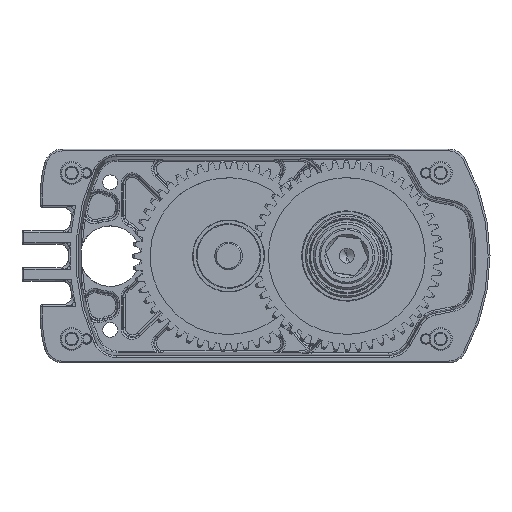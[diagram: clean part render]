
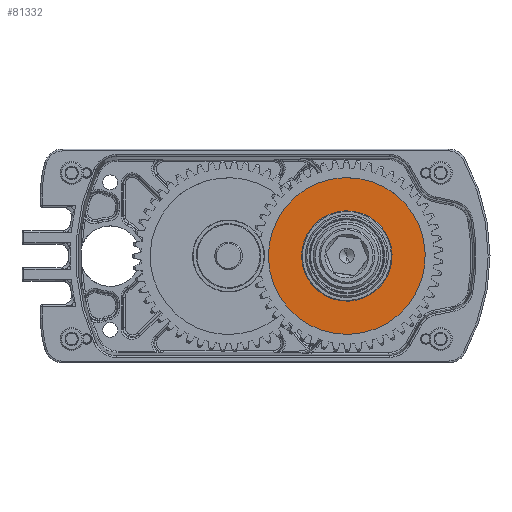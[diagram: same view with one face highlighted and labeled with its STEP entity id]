
A CAD part, top view. The second image highlights one B-rep face of the part: STEP entity #81332.
In plain terms, the highlighted face is planar.
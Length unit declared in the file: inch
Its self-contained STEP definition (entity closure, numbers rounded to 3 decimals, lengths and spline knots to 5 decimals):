
#2124 = EDGE_CURVE ( 'NONE', #34390, #79380, #6304, .T. ) ;
#3595 = CARTESIAN_POINT ( 'NONE',  ( 0.1375, 0., 0. ) ) ;
#3997 = EDGE_CURVE ( 'NONE', #18313, #77664, #79229, .T. ) ;
#5245 = CARTESIAN_POINT ( 'NONE',  ( 0.1375, 0., -1.0625 ) ) ;
#5507 = DIRECTION ( 'NONE',  ( 0., 0., -1. ) ) ;
#5987 = AXIS2_PLACEMENT_3D ( 'NONE', #32898, #33848, #72040 ) ;
#6304 = CIRCLE ( 'NONE', #79220, 0.375 ) ;
#10122 = DIRECTION ( 'NONE',  ( 0., 0., -1. ) ) ;
#11515 = DIRECTION ( 'NONE',  ( 1., 0., 0. ) ) ;
#14761 = EDGE_LOOP ( 'NONE', ( #60564, #40631 ) ) ;
#17342 = ORIENTED_EDGE ( 'NONE', *, *, #40896, .T. ) ;
#18313 = VERTEX_POINT ( 'NONE', #83807 ) ;
#19270 = ORIENTED_EDGE ( 'NONE', *, *, #2124, .T. ) ;
#21650 = CIRCLE ( 'NONE', #5987, 1.0625 ) ;
#32898 = CARTESIAN_POINT ( 'NONE',  ( 0.1375, 0., 0. ) ) ;
#33848 = DIRECTION ( 'NONE',  ( 1., 0., 0. ) ) ;
#34390 = VERTEX_POINT ( 'NONE', #85825 ) ;
#37794 = AXIS2_PLACEMENT_3D ( 'NONE', #57002, #50018, #86789 ) ;
#38407 = DIRECTION ( 'NONE',  ( 1., 0., 0. ) ) ;
#40631 = ORIENTED_EDGE ( 'NONE', *, *, #54925, .F. ) ;
#40896 = EDGE_CURVE ( 'NONE', #79380, #34390, #96429, .T. ) ;
#50018 = DIRECTION ( 'NONE',  ( 1., 0., 0. ) ) ;
#54925 = EDGE_CURVE ( 'NONE', #77664, #18313, #21650, .T. ) ;
#57002 = CARTESIAN_POINT ( 'NONE',  ( 0.1375, 0., 0. ) ) ;
#57768 = FACE_BOUND ( 'NONE', #73570, .T. ) ;
#58581 = AXIS2_PLACEMENT_3D ( 'NONE', #3595, #11515, #5507 ) ;
#60564 = ORIENTED_EDGE ( 'NONE', *, *, #3997, .F. ) ;
#64762 = PLANE ( 'NONE',  #90967 ) ;
#69175 = DIRECTION ( 'NONE',  ( 0., 0., -1. ) ) ;
#69179 = DIRECTION ( 'NONE',  ( 1., 0., 0. ) ) ;
#70733 = CARTESIAN_POINT ( 'NONE',  ( 0.1375, 0., -0.375 ) ) ;
#72040 = DIRECTION ( 'NONE',  ( 0., 0., -1. ) ) ;
#73570 = EDGE_LOOP ( 'NONE', ( #17342, #19270 ) ) ;
#77664 = VERTEX_POINT ( 'NONE', #5245 ) ;
#79220 = AXIS2_PLACEMENT_3D ( 'NONE', #92480, #69179, #10122 ) ;
#79229 = CIRCLE ( 'NONE', #58581, 1.0625 ) ;
#79380 = VERTEX_POINT ( 'NONE', #70733 ) ;
#80652 = CARTESIAN_POINT ( 'NONE',  ( 0.1375, 0., 0. ) ) ;
#81332 = ADVANCED_FACE ( 'NONE', ( #95508, #57768 ), #64762, .F. ) ;
#83807 = CARTESIAN_POINT ( 'NONE',  ( 0.1375, 0., 1.0625 ) ) ;
#85825 = CARTESIAN_POINT ( 'NONE',  ( 0.1375, 0., 0.375 ) ) ;
#86789 = DIRECTION ( 'NONE',  ( 0., 0., -1. ) ) ;
#90967 = AXIS2_PLACEMENT_3D ( 'NONE', #80652, #38407, #69175 ) ;
#92480 = CARTESIAN_POINT ( 'NONE',  ( 0.1375, 0., 0. ) ) ;
#95508 = FACE_OUTER_BOUND ( 'NONE', #14761, .T. ) ;
#96429 = CIRCLE ( 'NONE', #37794, 0.375 ) ;
